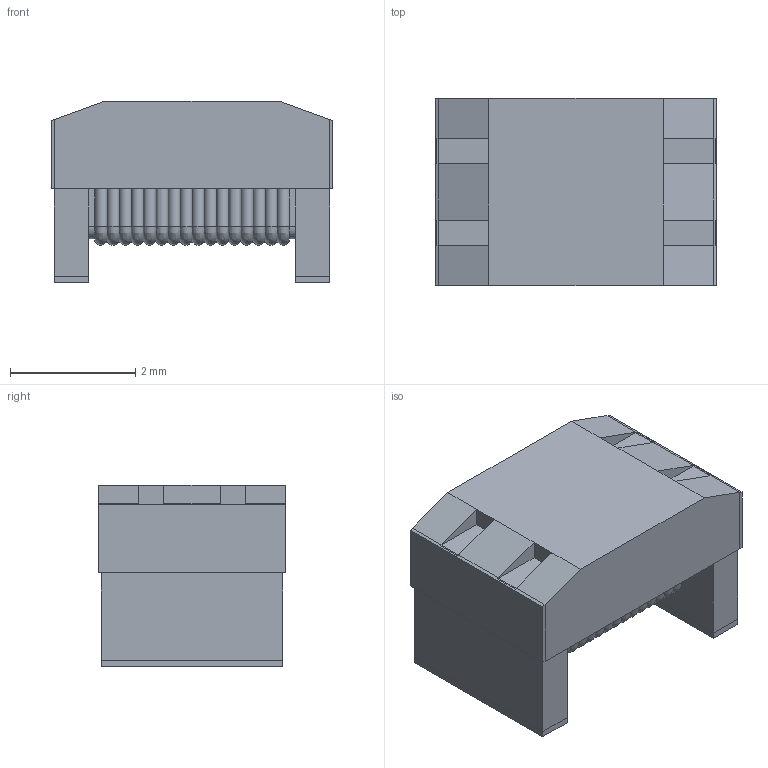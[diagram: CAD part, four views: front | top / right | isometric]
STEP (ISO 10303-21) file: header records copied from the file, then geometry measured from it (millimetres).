
FILE_DESCRIPTION(/* description */ (''),/* implementation_level */ '2;1');
FILE_NAME(/* name */ 'inductor.stp',/* time_stamp */ '2024-01-06T16:35:39+01:00',/* author */ (''),/* organization */ (''),/* preprocessor_version */ 'ST-DEVELOPER v15.2',/* originating_system */ 'Autodesk Translator Framework v2.0.0.5431',/* authorisation */ '');
FILE_SCHEMA (('AUTOMOTIVE_DESIGN { 1 0 10303 214 3 1 1 }'));
Length unit declared in the file: centimetre
Products named in the file (1): inductor
Bounding box: 4.5 x 3 x 2.9 mm (x, y, z)
Volume: 28.4 mm3; surface area: 143.3 mm2
Topology: 24 solids, 24 shells, 196 faces, 372 edges, 224 vertices
Faces by surface type: plane 114, cylinder 50, bspline 32
Full cylindrical faces by diameter (mm): 0.2 x48
Entity records: 5347 total; most frequent: CARTESIAN_POINT 1577, DIRECTION 786, ORIENTED_EDGE 648, EDGE_CURVE 324, AXIS2_PLACEMENT_3D 297, EDGE_LOOP 244, VERTEX_POINT 224, FACE_OUTER_BOUND 196
